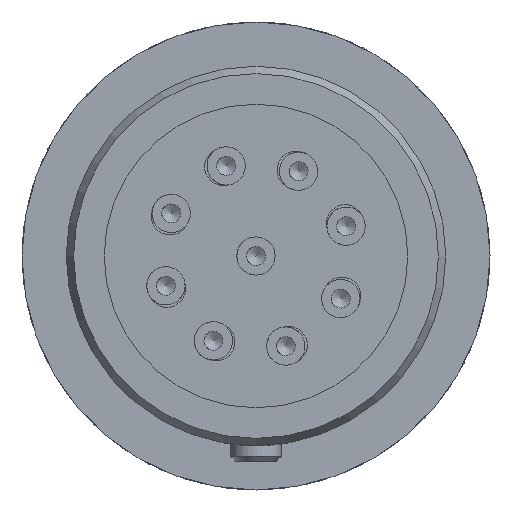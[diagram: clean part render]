
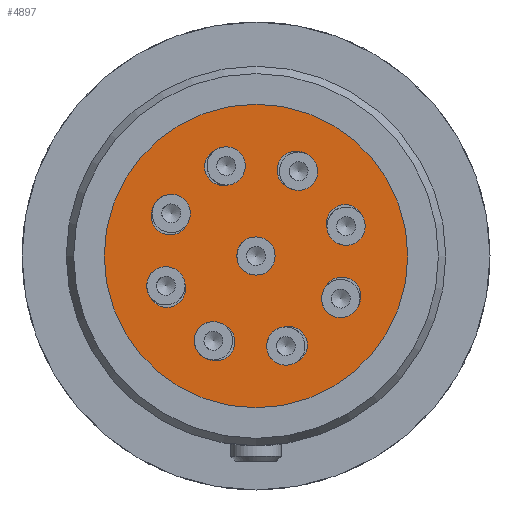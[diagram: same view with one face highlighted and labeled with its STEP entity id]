
A CAD part, left-side view. The second image highlights one B-rep face of the part: STEP entity #4897.
In plain terms, the highlighted planar face has unit normal (-1, 0, 0).
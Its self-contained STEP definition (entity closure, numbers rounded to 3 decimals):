
#4779 = VERTEX_POINT('',#4780);
#4780 = CARTESIAN_POINT('',(0.,4.104,
    11.276));
#4785 = EDGE_CURVE('',#4779,#4779,#4786,.T.);
#4786 = CIRCLE('',#4787,12.);
#4787 = AXIS2_PLACEMENT_3D('',#4788,#4789,#4790);
#4788 = CARTESIAN_POINT('',(0.,0.,0.)
  );
#4789 = DIRECTION('',(1.,0.,0.));
#4790 = DIRECTION('',(0.,0.342,0.94)
  );
#4897 = ADVANCED_FACE('',(#4898,#4901,#4912,#4923,#4934,#4945,#4956,
    #4967,#4978,#4989),#5000,.F.);
#4898 = FACE_BOUND('',#4899,.T.);
#4899 = EDGE_LOOP('',(#4900));
#4900 = ORIENTED_EDGE('',*,*,#4785,.F.);
#4901 = FACE_BOUND('',#4902,.T.);
#4902 = EDGE_LOOP('',(#4903));
#4903 = ORIENTED_EDGE('',*,*,#4904,.T.);
#4904 = EDGE_CURVE('',#4905,#4905,#4907,.T.);
#4905 = VERTEX_POINT('',#4906);
#4906 = CARTESIAN_POINT('',(0.,-6.535,
    3.975));
#4907 = CIRCLE('',#4908,1.5);
#4908 = AXIS2_PLACEMENT_3D('',#4909,#4910,#4911);
#4909 = CARTESIAN_POINT('',(0.,-7.048,
    2.565));
#4910 = DIRECTION('',(1.,0.,0.));
#4911 = DIRECTION('',(0.,0.342,0.94)
  );
#4912 = FACE_BOUND('',#4913,.T.);
#4913 = EDGE_LOOP('',(#4914));
#4914 = ORIENTED_EDGE('',*,*,#4915,.T.);
#4915 = EDGE_CURVE('',#4916,#4916,#4918,.T.);
#4916 = VERTEX_POINT('',#4917);
#4917 = CARTESIAN_POINT('',(0.,0.513,
    1.41));
#4918 = CIRCLE('',#4919,1.5);
#4919 = AXIS2_PLACEMENT_3D('',#4920,#4921,#4922);
#4920 = CARTESIAN_POINT('',(0.,0.,0.)
  );
#4921 = DIRECTION('',(1.,0.,0.));
#4922 = DIRECTION('',(0.,0.342,0.94)
  );
#4923 = FACE_BOUND('',#4924,.T.);
#4924 = EDGE_LOOP('',(#4925));
#4925 = ORIENTED_EDGE('',*,*,#4926,.T.);
#4926 = EDGE_CURVE('',#4927,#4927,#4929,.T.);
#4927 = VERTEX_POINT('',#4928);
#4928 = CARTESIAN_POINT('',(0.,-7.431,
    -1.81));
#4929 = CIRCLE('',#4930,1.5);
#4930 = AXIS2_PLACEMENT_3D('',#4931,#4932,#4933);
#4931 = CARTESIAN_POINT('',(0.,-6.797,
    -3.17));
#4932 = DIRECTION('',(1.,0.,0.));
#4933 = DIRECTION('',(0.,-0.423,0.906)
  );
#4934 = FACE_BOUND('',#4935,.T.);
#4935 = EDGE_LOOP('',(#4936));
#4936 = ORIENTED_EDGE('',*,*,#4937,.T.);
#4937 = EDGE_CURVE('',#4938,#4938,#4940,.T.);
#4938 = VERTEX_POINT('',#4939);
#4939 = CARTESIAN_POINT('',(0.,-3.975,
    -6.535));
#4940 = CIRCLE('',#4941,1.5);
#4941 = AXIS2_PLACEMENT_3D('',#4942,#4943,#4944);
#4942 = CARTESIAN_POINT('',(0.,-2.565,
    -7.048));
#4943 = DIRECTION('',(1.,0.,0.));
#4944 = DIRECTION('',(0.,-0.94,0.342
    ));
#4945 = FACE_BOUND('',#4946,.T.);
#4946 = EDGE_LOOP('',(#4947));
#4947 = ORIENTED_EDGE('',*,*,#4948,.T.);
#4948 = EDGE_CURVE('',#4949,#4949,#4951,.T.);
#4949 = VERTEX_POINT('',#4950);
#4950 = CARTESIAN_POINT('',(0.,1.81,
    -7.431));
#4951 = CIRCLE('',#4952,1.5);
#4952 = AXIS2_PLACEMENT_3D('',#4953,#4954,#4955);
#4953 = CARTESIAN_POINT('',(0.,3.17,
    -6.797));
#4954 = DIRECTION('',(1.,0.,0.));
#4955 = DIRECTION('',(0.,-0.906,
    -0.423));
#4956 = FACE_BOUND('',#4957,.T.);
#4957 = EDGE_LOOP('',(#4958));
#4958 = ORIENTED_EDGE('',*,*,#4959,.T.);
#4959 = EDGE_CURVE('',#4960,#4960,#4962,.T.);
#4960 = VERTEX_POINT('',#4961);
#4961 = CARTESIAN_POINT('',(0.,6.535,
    -3.975));
#4962 = CIRCLE('',#4963,1.5);
#4963 = AXIS2_PLACEMENT_3D('',#4964,#4965,#4966);
#4964 = CARTESIAN_POINT('',(0.,7.048,
    -2.565));
#4965 = DIRECTION('',(1.,0.,0.));
#4966 = DIRECTION('',(0.,-0.342,-0.94
    ));
#4967 = FACE_BOUND('',#4968,.T.);
#4968 = EDGE_LOOP('',(#4969));
#4969 = ORIENTED_EDGE('',*,*,#4970,.T.);
#4970 = EDGE_CURVE('',#4971,#4971,#4973,.T.);
#4971 = VERTEX_POINT('',#4972);
#4972 = CARTESIAN_POINT('',(0.,7.431,
    1.81));
#4973 = CIRCLE('',#4974,1.5);
#4974 = AXIS2_PLACEMENT_3D('',#4975,#4976,#4977);
#4975 = CARTESIAN_POINT('',(0.,6.797,
    3.17));
#4976 = DIRECTION('',(1.,0.,0.));
#4977 = DIRECTION('',(0.,0.423,-0.906)
  );
#4978 = FACE_BOUND('',#4979,.T.);
#4979 = EDGE_LOOP('',(#4980));
#4980 = ORIENTED_EDGE('',*,*,#4981,.T.);
#4981 = EDGE_CURVE('',#4982,#4982,#4984,.T.);
#4982 = VERTEX_POINT('',#4983);
#4983 = CARTESIAN_POINT('',(0.,3.975,
    6.535));
#4984 = CIRCLE('',#4985,1.5);
#4985 = AXIS2_PLACEMENT_3D('',#4986,#4987,#4988);
#4986 = CARTESIAN_POINT('',(0.,2.565,
    7.048));
#4987 = DIRECTION('',(1.,0.,0.));
#4988 = DIRECTION('',(0.,0.94,-0.342)
  );
#4989 = FACE_BOUND('',#4990,.T.);
#4990 = EDGE_LOOP('',(#4991));
#4991 = ORIENTED_EDGE('',*,*,#4992,.T.);
#4992 = EDGE_CURVE('',#4993,#4993,#4995,.T.);
#4993 = VERTEX_POINT('',#4994);
#4994 = CARTESIAN_POINT('',(0.,-1.81,
    7.431));
#4995 = CIRCLE('',#4996,1.5);
#4996 = AXIS2_PLACEMENT_3D('',#4997,#4998,#4999);
#4997 = CARTESIAN_POINT('',(0.,-3.17,
    6.797));
#4998 = DIRECTION('',(1.,0.,0.));
#4999 = DIRECTION('',(0.,0.906,0.423)
  );
#5000 = PLANE('',#5001);
#5001 = AXIS2_PLACEMENT_3D('',#5002,#5003,#5004);
#5002 = CARTESIAN_POINT('',(0.,0.,0.)
  );
#5003 = DIRECTION('',(1.,0.,0.));
#5004 = DIRECTION('',(0.,0.342,0.94)
  );
